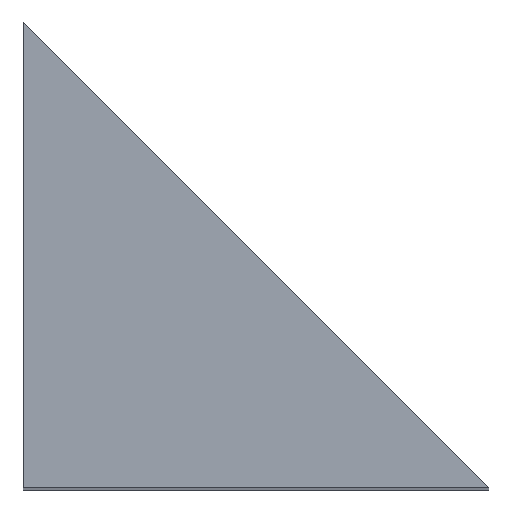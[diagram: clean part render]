
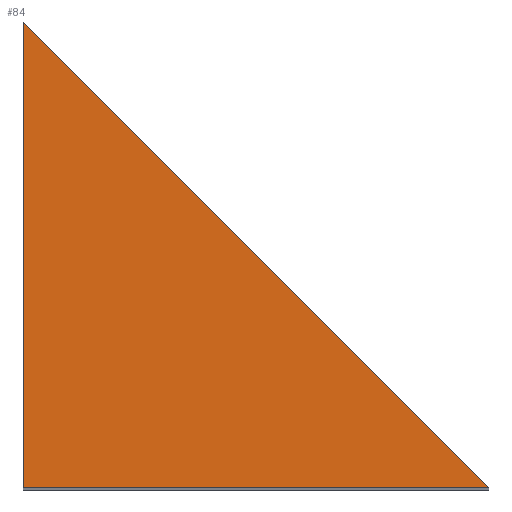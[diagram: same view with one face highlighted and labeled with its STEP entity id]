
A CAD part, top view. The second image highlights one B-rep face of the part: STEP entity #84.
In plain terms, the highlighted planar face has unit normal (0, 0, 1).
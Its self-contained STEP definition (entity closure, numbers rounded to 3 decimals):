
#18=FACE_OUTER_BOUND('',#23,.T.);
#23=EDGE_LOOP('',(#70,#71,#72));
#27=LINE('',#134,#36);
#30=LINE('',#140,#39);
#33=LINE('',#144,#42);
#36=VECTOR('',#111,10.);
#39=VECTOR('',#116,10.);
#42=VECTOR('',#121,10.);
#45=VERTEX_POINT('',#131);
#46=VERTEX_POINT('',#133);
#48=VERTEX_POINT('',#139);
#51=EDGE_CURVE('',#46,#45,#27,.T.);
#54=EDGE_CURVE('',#48,#46,#30,.T.);
#57=EDGE_CURVE('',#45,#48,#33,.T.);
#70=ORIENTED_EDGE('',*,*,#57,.T.);
#71=ORIENTED_EDGE('',*,*,#54,.T.);
#72=ORIENTED_EDGE('',*,*,#51,.T.);
#79=PLANE('',#103);
#84=ADVANCED_FACE('',(#18),#79,.T.);
#103=AXIS2_PLACEMENT_3D('',#145,#122,#123);
#111=DIRECTION('',(0.,-1.,0.));
#116=DIRECTION('',(-0.707,0.707,0.));
#121=DIRECTION('',(1.,0.,0.));
#122=DIRECTION('center_axis',(0.,0.,1.));
#123=DIRECTION('ref_axis',(1.,0.,0.));
#131=CARTESIAN_POINT('',(0.,0.,45.));
#133=CARTESIAN_POINT('',(0.,15.,45.));
#134=CARTESIAN_POINT('',(0.,0.,45.));
#139=CARTESIAN_POINT('',(15.,0.,45.));
#140=CARTESIAN_POINT('',(0.,15.,45.));
#144=CARTESIAN_POINT('',(0.,0.,45.));
#145=CARTESIAN_POINT('Origin',(7.5,7.5,45.));
